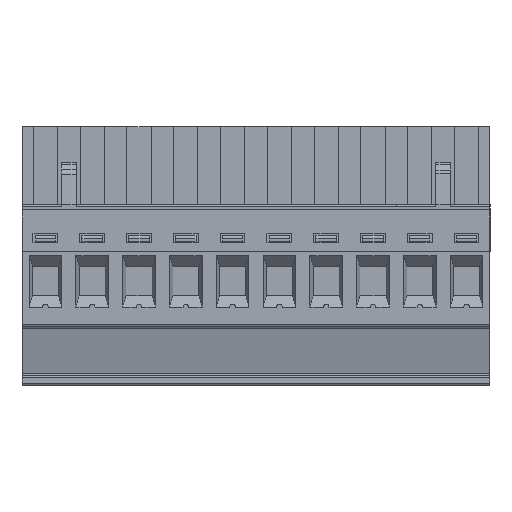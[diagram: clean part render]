
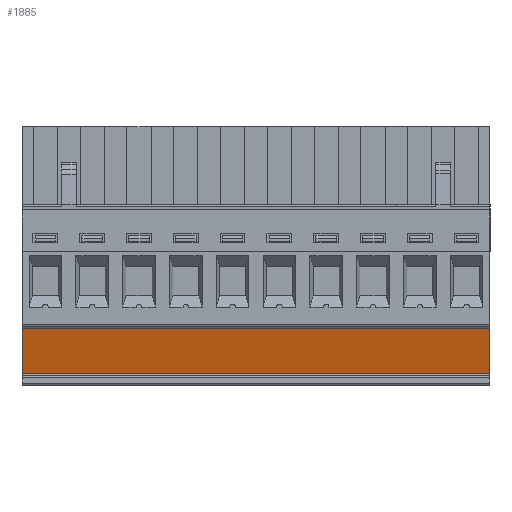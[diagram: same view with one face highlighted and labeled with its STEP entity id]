
A CAD part, front view. The second image highlights one B-rep face of the part: STEP entity #1885.
In plain terms, the highlighted planar face has unit normal (0, -0.966, -0.259).
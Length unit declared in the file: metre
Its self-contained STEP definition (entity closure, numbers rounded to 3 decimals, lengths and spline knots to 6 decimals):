
#1885=ADVANCED_FACE('',(#3918),#3919,.F.);
#3918=FACE_OUTER_BOUND('',#5977,.T.);
#3919=PLANE('',#5978);
#5977=EDGE_LOOP('',(#11221,#11222,#11223,#11224));
#5978=AXIS2_PLACEMENT_3D('',#11225,#11226,#11227);
#11221=ORIENTED_EDGE('',*,*,#13574,.F.);
#11222=ORIENTED_EDGE('',*,*,#13264,.T.);
#11223=ORIENTED_EDGE('',*,*,#13572,.T.);
#11224=ORIENTED_EDGE('',*,*,#12103,.T.);
#11225=CARTESIAN_POINT('',(-0.006712,-0.032787,-0.082872));
#11226=DIRECTION('',(0.,0.966,0.259));
#11227=DIRECTION('',(0.,0.259,-0.966));
#12103=EDGE_CURVE('',#14473,#14518,#14520,.T.);
#13264=EDGE_CURVE('',#16291,#16289,#16292,.T.);
#13572=EDGE_CURVE('',#16289,#14473,#16669,.F.);
#13574=EDGE_CURVE('',#16291,#14518,#16671,.F.);
#14473=VERTEX_POINT('',#18010);
#14518=VERTEX_POINT('',#18063);
#14520=LINE('',#18065,#18066);
#16289=VERTEX_POINT('',#20661);
#16291=VERTEX_POINT('',#20663);
#16292=LINE('',#20664,#20665);
#16669=LINE('',#21208,#21209);
#16671=LINE('',#21211,#21212);
#18010=CARTESIAN_POINT('',(0.053052,-0.03312,-0.08163));
#18063=CARTESIAN_POINT('',(0.053052,-0.034417,-0.076791));
#18065=CARTESIAN_POINT('',(0.053052,-0.034459,-0.076633));
#18066=VECTOR('',#21832,1.0);
#20661=CARTESIAN_POINT('',(0.00305,-0.03312,-0.08163));
#20663=CARTESIAN_POINT('',(0.00305,-0.034417,-0.076791));
#20664=CARTESIAN_POINT('',(0.00305,-0.034459,-0.076633));
#20665=VECTOR('',#22964,1.0);
#21208=CARTESIAN_POINT('',(-0.006712,-0.03312,-0.08163));
#21209=VECTOR('',#23149,1.0);
#21211=CARTESIAN_POINT('',(0.039014,-0.034417,-0.076791));
#21212=VECTOR('',#23150,1.0);
#21832=DIRECTION('',(0.0,-0.259,0.966));
#22964=DIRECTION('',(0.0,0.259,-0.966));
#23149=DIRECTION('',(-1.0,0.,0.));
#23150=DIRECTION('',(-1.0,0.,0.));
